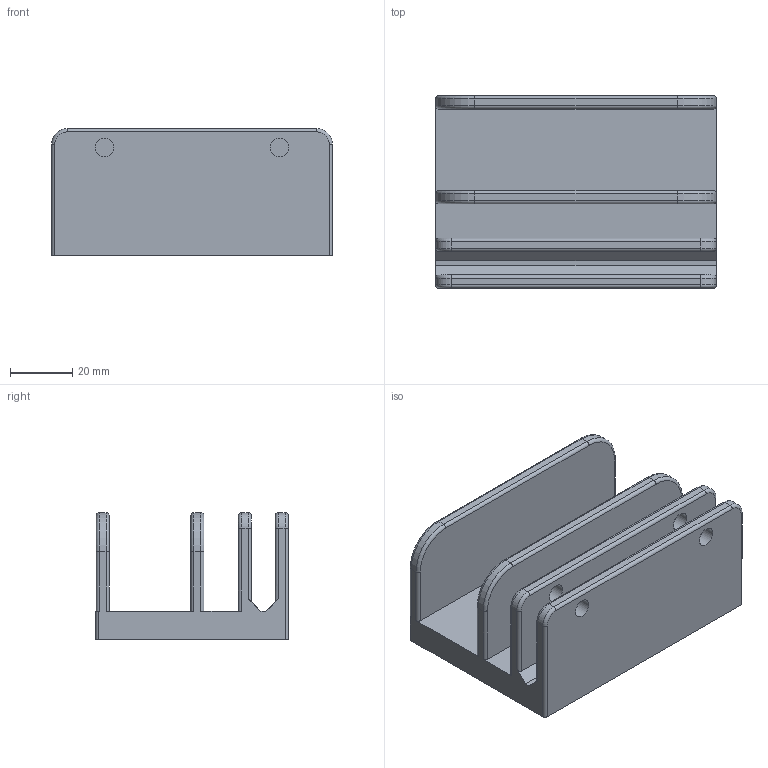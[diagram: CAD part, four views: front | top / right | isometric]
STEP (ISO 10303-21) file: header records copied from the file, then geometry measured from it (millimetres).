
FILE_DESCRIPTION(/* description */ (''),/* implementation_level */ '2;1');
FILE_NAME(/* name */ '13cmholder v3.stp',/* time_stamp */ '2023-01-01T15:18:00+01:00',/* author */ (''),/* organization */ (''),/* preprocessor_version */ 'ST-DEVELOPER v19.2',/* originating_system */ 'Autodesk Translation Framework v11.17.0.187',/* authorisation */ '');
FILE_SCHEMA (('AUTOMOTIVE_DESIGN { 1 0 10303 214 3 1 1 }'));
Length unit declared in the file: millimetre
Products named in the file (1): 13cm_holder
Bounding box: 90 x 61.75 x 40.6 mm (x, y, z)
Volume: 96545.2 mm3; surface area: 37022.6 mm2
Topology: 1 solids, 1 shells, 182 faces, 481 edges, 310 vertices
Faces by surface type: plane 73, bspline 54, cylinder 39, torus 16
Full cylindrical faces by diameter (mm): 6 x4, 9.3 x1
Entity records: 6152 total; most frequent: CARTESIAN_POINT 1892, ORIENTED_EDGE 962, DIRECTION 725, EDGE_CURVE 481, VERTEX_POINT 310, LINE 279, VECTOR 279, AXIS2_PLACEMENT_3D 223
